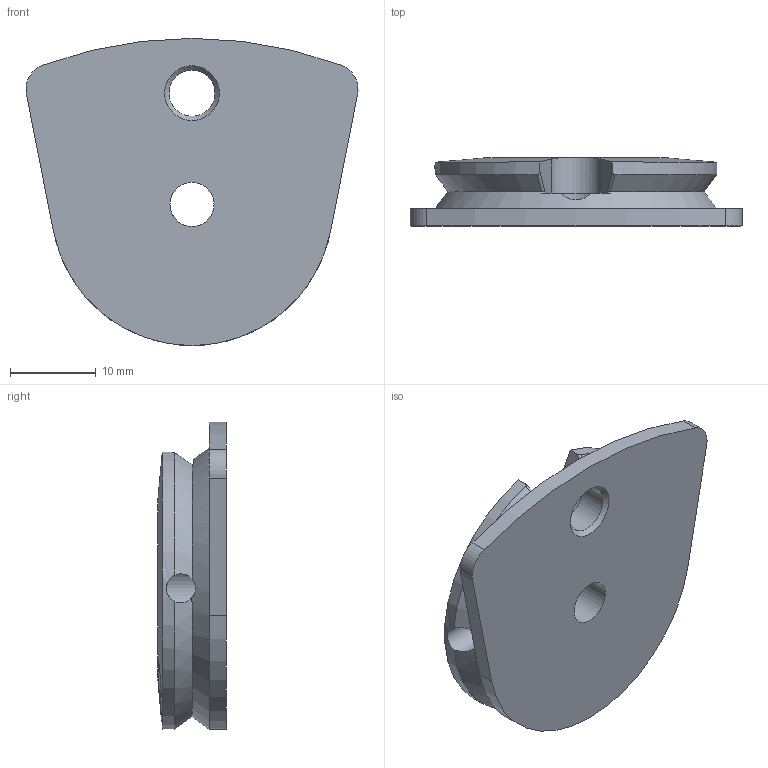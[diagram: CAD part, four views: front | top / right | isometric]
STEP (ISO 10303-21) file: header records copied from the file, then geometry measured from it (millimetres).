
FILE_DESCRIPTION(/* description */ ('STEP AP242 Edition 2','CAx-IF Rec.Pracs.---Representation and Presentation of Product Manufacturing Information (PMI)---4.0---2014-10-13','CAx-IF Rec.Pracs.---3D Tessellated Geometry---0.4---2014-09-14','2;1','CAx-IF Rec.Pracs.---User Defined Attributes---1.5---2016-08-15'),/* implementation_level */ '2;1');
FILE_NAME(/* name */ '692420181b07e9650d24d245',/* time_stamp */ '2025-11-24T09:06:32Z',/* author */ (''),/* organization */ (''),/* preprocessor_version */ 'ST-DEVELOPER v20',/* originating_system */ 'ONSHAPE BY PTC INC, 1.207',/* authorisation */ ' ');
FILE_SCHEMA (('AP242_MANAGED_MODEL_BASED_3D_ENGINEERING_MIM_LF { 1 0 10303 442 3 1 4 }'));
Length unit declared in the file: metre
Products named in the file (1): carriage_pulley
Bounding box: 38.8 x 8 x 35.9 mm (x, y, z)
Volume: 6242.9 mm3; surface area: 3456.9 mm2
Topology: 1 solids, 1 shells, 102 faces, 276 edges, 184 vertices
Faces by surface type: plane 44, bspline 30, cylinder 15, cone 13
Full cylindrical faces by diameter (mm): 3.4 x3, 5.15 x1, 5.4 x1
Entity records: 9606 total; most frequent: CARTESIAN_POINT 7367, ORIENTED_EDGE 528, DIRECTION 316, EDGE_CURVE 264, VERTEX_POINT 179, B_SPLINE_CURVE_WITH_KNOTS 133, EDGE_LOOP 127, FACE_BOUND 127
